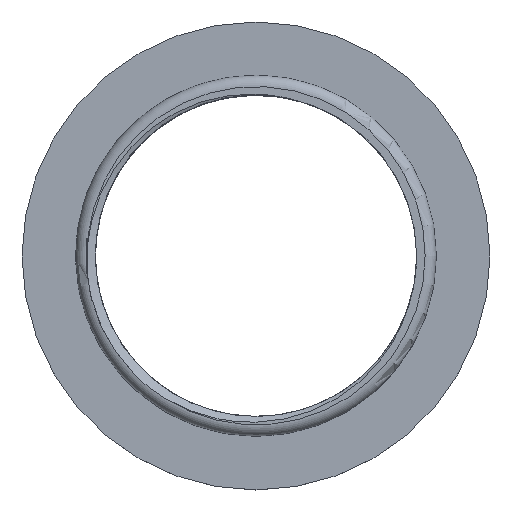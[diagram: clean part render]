
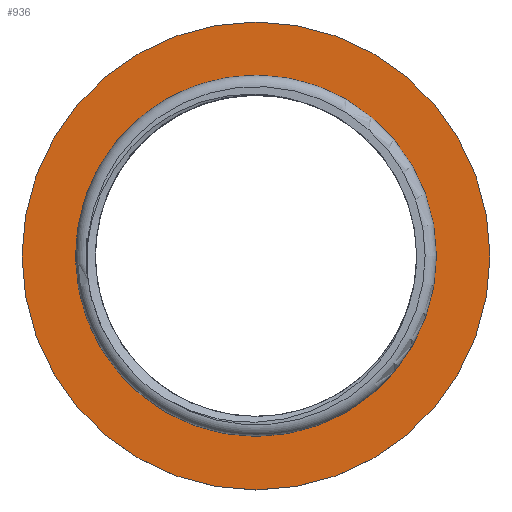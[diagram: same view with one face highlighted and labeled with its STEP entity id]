
A CAD part, top view. The second image highlights one B-rep face of the part: STEP entity #936.
In plain terms, the highlighted planar face has unit normal (0, 0, 1).
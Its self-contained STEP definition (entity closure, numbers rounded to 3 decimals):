
#17=FACE_BOUND('',#133,.T.);
#30=PLANE('',#1022);
#80=FACE_OUTER_BOUND('',#132,.T.);
#132=EDGE_LOOP('',(#848));
#133=EDGE_LOOP('',(#849));
#154=CIRCLE('',#1013,32.);
#157=CIRCLE('',#1021,41.5);
#419=VERTEX_POINT('',#3943);
#423=VERTEX_POINT('',#4972);
#557=EDGE_CURVE('',#419,#419,#154,.T.);
#564=EDGE_CURVE('',#423,#423,#157,.T.);
#848=ORIENTED_EDGE('',*,*,#564,.T.);
#849=ORIENTED_EDGE('',*,*,#557,.T.);
#936=ADVANCED_FACE('',(#80,#17),#30,.T.);
#1013=AXIS2_PLACEMENT_3D('',#3945,#1201,#1202);
#1021=AXIS2_PLACEMENT_3D('',#4973,#1217,#1218);
#1022=AXIS2_PLACEMENT_3D('',#4975,#1220,#1221);
#1201=DIRECTION('center_axis',(0.,0.,-1.));
#1202=DIRECTION('ref_axis',(-1.,0.,0.));
#1217=DIRECTION('center_axis',(0.,0.,1.));
#1218=DIRECTION('ref_axis',(-1.,0.,0.));
#1220=DIRECTION('center_axis',(0.,0.,1.));
#1221=DIRECTION('ref_axis',(-1.,0.,0.));
#3943=CARTESIAN_POINT('',(32.,0.,10.));
#3945=CARTESIAN_POINT('Origin',(0.,0.,10.));
#4972=CARTESIAN_POINT('',(41.5,0.,10.));
#4973=CARTESIAN_POINT('Origin',(0.,0.,10.));
#4975=CARTESIAN_POINT('Origin',(0.,0.,10.));
